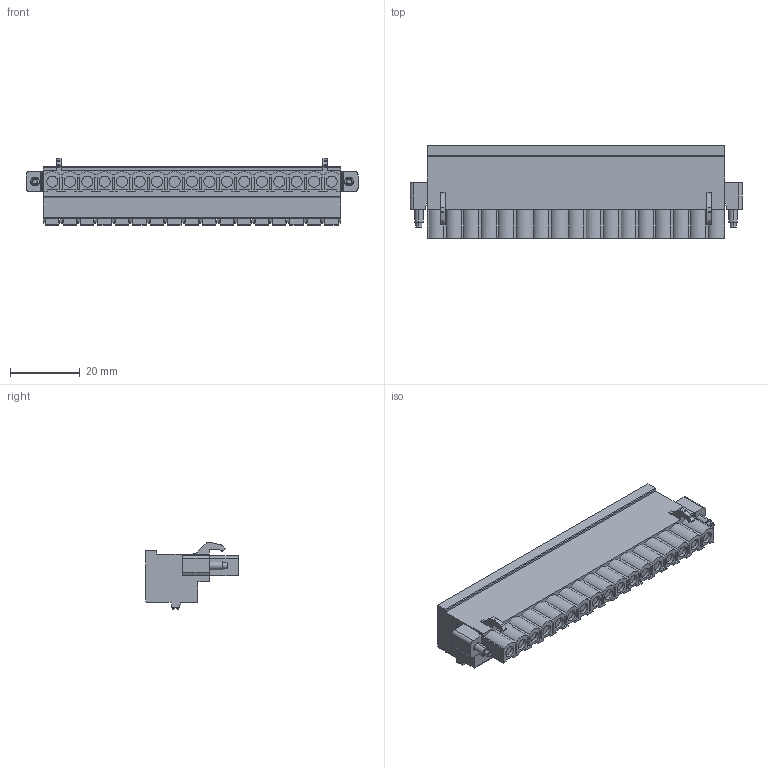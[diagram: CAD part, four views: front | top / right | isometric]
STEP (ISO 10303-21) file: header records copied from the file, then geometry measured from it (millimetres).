
FILE_DESCRIPTION((''),'2;1');
FILE_NAME('3333','2024-09-23T10:28:15',('tluser'),(''),'CREO PARAMETRIC BY PTC INC, 2018100','CREO PARAMETRIC BY PTC INC, 2018100','');
FILE_SCHEMA(('CONFIG_CONTROL_DESIGN'));
Length unit declared in the file: millimetre
Products named in the file (1): 3333
Bounding box: 95.1 x 26.6 x 19 mm (x, y, z)
Volume: 23393.1 mm3; surface area: 10440.6 mm2
Topology: 1 solids, 1 shells, 1015 faces, 2613 edges, 1738 vertices
Faces by surface type: plane 677, cylinder 330, cone 4, torus 4
Entity records: 30897 total; most frequent: CARTESIAN_POINT 5390, DIRECTION 5311, ORIENTED_EDGE 5226, EDGE_CURVE 2613, VECTOR 1937, LINE 1937, VERTEX_POINT 1738, AXIS2_PLACEMENT_3D 1687
